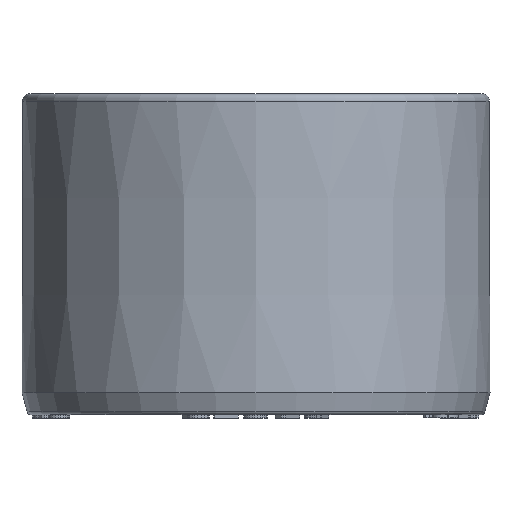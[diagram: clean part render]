
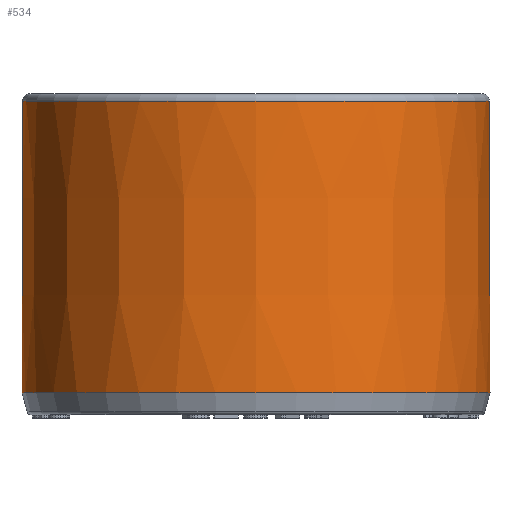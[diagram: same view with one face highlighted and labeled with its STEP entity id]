
A CAD part, front view. The second image highlights one B-rep face of the part: STEP entity #534.
In plain terms, the highlighted conical face has half-angle 0.13 degrees and reference radius 16.05 mm.
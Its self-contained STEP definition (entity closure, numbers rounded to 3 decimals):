
#514=CONICAL_SURFACE('',#8893,16.05,0.13);
#534=ADVANCED_FACE('',(#2445,#2446),#514,.T.);
#2401=CIRCLE('',#8886,16.001);
#2404=CIRCLE('',#8891,16.047);
#2445=FACE_BOUND('',#2491,.T.);
#2446=FACE_BOUND('',#2492,.T.);
#2491=EDGE_LOOP('',(#3406));
#2492=EDGE_LOOP('',(#3407));
#3406=ORIENTED_EDGE('',*,*,#7041,.T.);
#3407=ORIENTED_EDGE('',*,*,#7044,.T.);
#6126=VERTEX_POINT('',#13401);
#6129=VERTEX_POINT('',#13409);
#7041=EDGE_CURVE('',#6126,#6126,#2401,.T.);
#7044=EDGE_CURVE('',#6129,#6129,#2404,.T.);
#8886=AXIS2_PLACEMENT_3D('',#13400,#9408,#9409);
#8891=AXIS2_PLACEMENT_3D('',#13408,#9418,#9419);
#8893=AXIS2_PLACEMENT_3D('',#13411,#9422,#9423);
#9408=DIRECTION('',(0.,0.,-1.));
#9409=DIRECTION('',(-1.,0.,0.));
#9418=DIRECTION('',(0.,0.,1.));
#9419=DIRECTION('',(1.,0.,0.));
#9422=DIRECTION('',(0.,0.,-1.));
#9423=DIRECTION('',(-1.,0.,0.));
#13400=CARTESIAN_POINT('',(46.,0.,21.501));
#13401=CARTESIAN_POINT('',(29.999,0.,21.501));
#13408=CARTESIAN_POINT('',(46.,0.,1.5));
#13409=CARTESIAN_POINT('',(62.047,0.,1.5));
#13411=CARTESIAN_POINT('',(46.,0.,0.));
